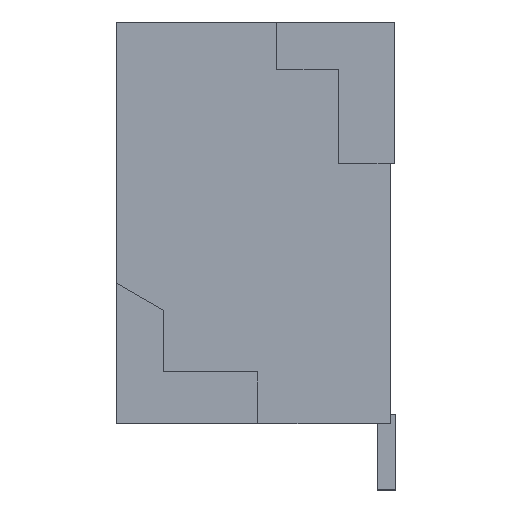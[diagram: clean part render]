
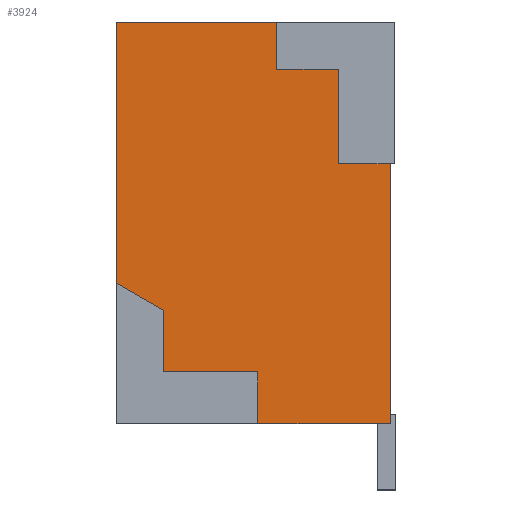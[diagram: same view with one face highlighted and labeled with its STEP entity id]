
A CAD part, left-side view. The second image highlights one B-rep face of the part: STEP entity #3924.
In plain terms, the highlighted planar face has unit normal (-1, 0, 0).
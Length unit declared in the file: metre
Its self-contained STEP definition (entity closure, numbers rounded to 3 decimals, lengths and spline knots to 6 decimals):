
#789=ORIENTED_EDGE('',*,*,#1521,.T.);
#790=ORIENTED_EDGE('',*,*,#1589,.T.);
#791=ORIENTED_EDGE('',*,*,#1590,.T.);
#792=ORIENTED_EDGE('',*,*,#1556,.T.);
#793=ORIENTED_EDGE('',*,*,#1361,.T.);
#794=ORIENTED_EDGE('',*,*,#1355,.T.);
#795=ORIENTED_EDGE('',*,*,#1444,.T.);
#796=ORIENTED_EDGE('',*,*,#1591,.F.);
#797=ORIENTED_EDGE('',*,*,#1504,.F.);
#798=ORIENTED_EDGE('',*,*,#1346,.T.);
#799=ORIENTED_EDGE('',*,*,#1350,.T.);
#800=ORIENTED_EDGE('',*,*,#1357,.T.);
#1346=EDGE_CURVE('',#1831,#1832,#2252,.T.);
#1350=EDGE_CURVE('',#1832,#1835,#2256,.T.);
#1355=EDGE_CURVE('',#1840,#1839,#2261,.T.);
#1357=EDGE_CURVE('',#1835,#1841,#2263,.T.);
#1361=EDGE_CURVE('',#1844,#1840,#2267,.T.);
#1444=EDGE_CURVE('',#1839,#1908,#2350,.T.);
#1504=EDGE_CURVE('',#1831,#1952,#2410,.T.);
#1521=EDGE_CURVE('',#1841,#1963,#2427,.T.);
#1556=EDGE_CURVE('',#1985,#1844,#2462,.T.);
#1589=EDGE_CURVE('',#1963,#2005,#2495,.T.);
#1590=EDGE_CURVE('',#2005,#1985,#2496,.T.);
#1591=EDGE_CURVE('',#1952,#1908,#2497,.T.);
#1831=VERTEX_POINT('',#5817);
#1832=VERTEX_POINT('',#5818);
#1835=VERTEX_POINT('',#5826);
#1839=VERTEX_POINT('',#5835);
#1840=VERTEX_POINT('',#5837);
#1841=VERTEX_POINT('',#5841);
#1844=VERTEX_POINT('',#5849);
#1908=VERTEX_POINT('',#6019);
#1952=VERTEX_POINT('',#6145);
#1963=VERTEX_POINT('',#6178);
#1985=VERTEX_POINT('',#6248);
#2005=VERTEX_POINT('',#6313);
#2252=LINE('',#5816,#2796);
#2256=LINE('',#5825,#2800);
#2261=LINE('',#5836,#2805);
#2263=LINE('',#5840,#2807);
#2267=LINE('',#5848,#2811);
#2350=LINE('',#6020,#2894);
#2410=LINE('',#6144,#2954);
#2427=LINE('',#6177,#2971);
#2462=LINE('',#6247,#3006);
#2495=LINE('',#6312,#3039);
#2496=LINE('',#6314,#3040);
#2497=LINE('',#6315,#3041);
#2796=VECTOR('',#4811,1.);
#2800=VECTOR('',#4817,1.);
#2805=VECTOR('',#4824,1.);
#2807=VECTOR('',#4828,1.);
#2811=VECTOR('',#4834,1.);
#2894=VECTOR('',#4965,1.);
#2954=VECTOR('',#5067,1.);
#2971=VECTOR('',#5094,1.);
#3006=VECTOR('',#5155,1.);
#3039=VECTOR('',#5212,1.);
#3040=VECTOR('',#5213,1.);
#3041=VECTOR('',#5214,1.);
#3311=EDGE_LOOP('',(#789,#790,#791,#792,#793,#794,#795,#796,#797,#798,#799,
#800));
#3525=FACE_BOUND('',#3311,.T.);
#3725=PLANE('',#4407);
#3924=ADVANCED_FACE('',(#3525),#3725,.F.);
#4407=AXIS2_PLACEMENT_3D('',#6311,#5210,#5211);
#4811=DIRECTION('',(0.,-0.866,-0.5));
#4817=DIRECTION('',(0.,0.,-1.));
#4824=DIRECTION('',(0.,1.,0.));
#4828=DIRECTION('',(0.,-1.,0.));
#4834=DIRECTION('',(0.,0.,1.));
#4965=DIRECTION('',(0.,0.,1.));
#5067=DIRECTION('',(0.,0.,1.));
#5094=DIRECTION('',(0.,0.,-1.));
#5155=DIRECTION('',(0.,1.,0.));
#5210=DIRECTION('',(1.,0.,0.));
#5211=DIRECTION('',(0.,1.,0.));
#5212=DIRECTION('',(0.,-1.,0.));
#5213=DIRECTION('',(0.,0.,1.));
#5214=DIRECTION('',(0.,-1.,0.));
#5816=CARTESIAN_POINT('',(-0.008,0.002755,0.000845));
#5817=CARTESIAN_POINT('',(-0.008,0.003255,0.001134));
#5818=CARTESIAN_POINT('',(-0.008,0.002755,0.000845));
#5825=CARTESIAN_POINT('',(-0.008,0.002755,0.000195));
#5826=CARTESIAN_POINT('',(-0.008,0.002755,0.000195));
#5835=CARTESIAN_POINT('',(-0.008,0.001555,0.003395));
#5836=CARTESIAN_POINT('',(-0.008,0.001555,0.003395));
#5837=CARTESIAN_POINT('',(-0.008,0.000905,0.003395));
#5840=CARTESIAN_POINT('',(-0.008,0.002755,0.000195));
#5841=CARTESIAN_POINT('',(-0.008,0.001755,0.000195));
#5848=CARTESIAN_POINT('',(-0.008,0.000905,-0.000355));
#5849=CARTESIAN_POINT('',(-0.008,0.000905,0.002395));
#6019=CARTESIAN_POINT('',(-0.008,0.001555,0.003895));
#6020=CARTESIAN_POINT('',(-0.008,0.001555,0.003895));
#6144=CARTESIAN_POINT('',(-0.008,0.003255,-0.000355));
#6145=CARTESIAN_POINT('',(-0.008,0.003255,0.003895));
#6177=CARTESIAN_POINT('',(-0.008,0.001755,-0.000355));
#6178=CARTESIAN_POINT('',(-0.008,0.001755,-0.000355));
#6247=CARTESIAN_POINT('',(-0.008,0.003255,0.002395));
#6248=CARTESIAN_POINT('',(-0.008,0.000355,0.002395));
#6311=CARTESIAN_POINT('',(-0.008,0.003255,-0.000355));
#6312=CARTESIAN_POINT('',(-0.008,0.003255,-0.000355));
#6313=CARTESIAN_POINT('',(-0.008,0.000355,-0.000355));
#6314=CARTESIAN_POINT('',(-0.008,0.000355,-0.000355));
#6315=CARTESIAN_POINT('',(-0.008,0.003255,0.003895));
